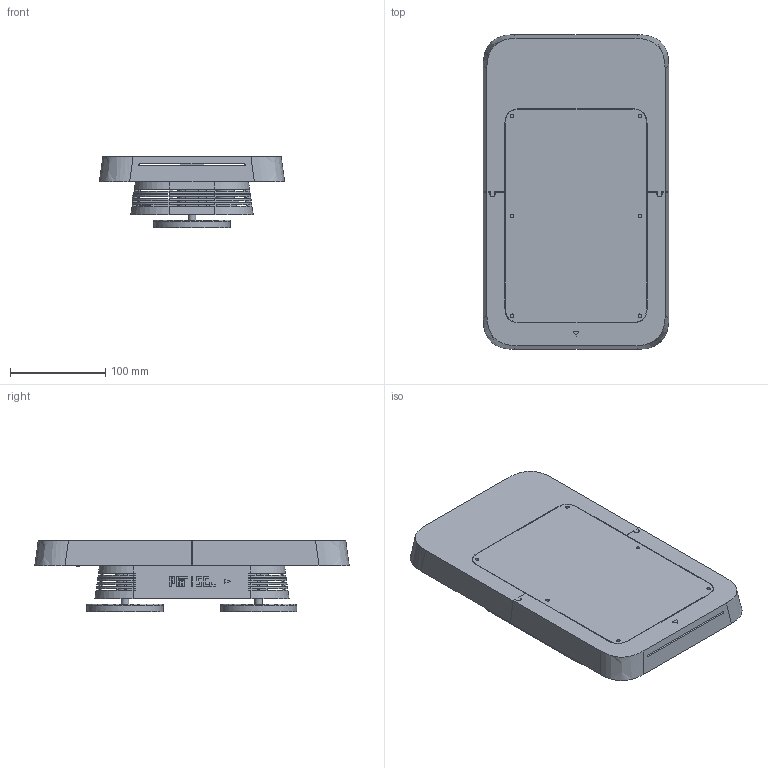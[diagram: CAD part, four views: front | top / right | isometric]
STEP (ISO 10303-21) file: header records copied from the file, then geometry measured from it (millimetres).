
FILE_DESCRIPTION(/* description */ ('STEP AP242','CAx-IF Rec.Pracs.---Representation and Presentation of Product Manufacturing Information (PMI)---4.0---2014-10-13','CAx-IF Rec.Pracs.---3D Tessellated Geometry---0.4---2014-09-14','2;1'),/* implementation_level */ '2;1');
FILE_NAME(/* name */ '8b1b0701-3191-4d8a-aa32-f4913953bec8',/* time_stamp */ '2023-03-06T12:47:31+00:00',/* author */ (''),/* organization */ (''),/* preprocessor_version */ 'ST-DEVELOPER v18.102',/* originating_system */ ' ',/* authorisation */ ' ');
FILE_SCHEMA (('AP242_MANAGED_MODEL_BASED_3D_ENGINEERING_MIM_LF { 1 0 10303 442 1 1 4 }'));
Products named in the file (25): gasket for cable channel; front 3D print enclosure; back 3D print enclosure; 6V 5W solar panel, voltaic systems P105; Battery; "in-between" plate; o-ring base plate; sensor module; magnet foot; Part 1; leg_for_magnet_foot; main board; sensor board; id44; id47; id50; id53; id56; gas sensor board; main pcb clamp rhs; main pcb clamp; cable to connect to sensiron; bottom plate; solar panel o-ring
Bounding box: 194.21 x 329.61 x 75.3 mm (x, y, z)
Volume: 1398035.1 mm3; surface area: 706618.7 mm2
Topology: 25 solids, 25 shells, 1555 faces, 4269 edges, 2768 vertices
Faces by surface type: plane 1105, cylinder 184, bspline 173, cone 80, torus 9, sphere 4
Full cylindrical faces by diameter (mm): 2.5 x8, 2.6 x18, 3 x11, 3.2 x8, 3.5 x2, 3.6 x6, 3.8 x14, 4.7 x2, 6.3 x2, 7.5 x2, 8 x2, 8.5 x2, 9 x3, 15.6 x2, 20 x2, 80 x2
Entity records: 57188 total; most frequent: CARTESIAN_POINT 17942, ORIENTED_EDGE 8288, DIRECTION 6866, EDGE_CURVE 4144, LINE 2942, VECTOR 2942, VERTEX_POINT 2746, AXIS2_PLACEMENT_3D 1962
